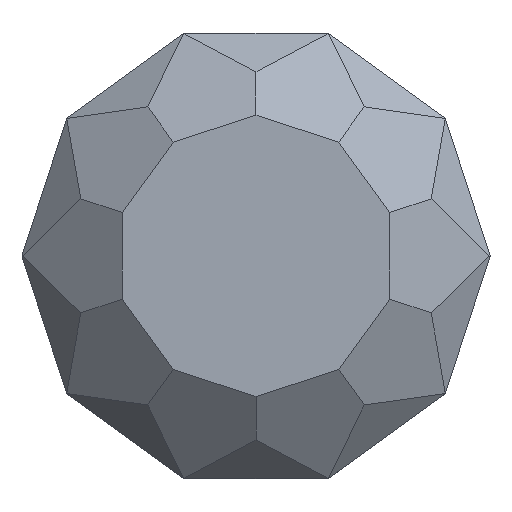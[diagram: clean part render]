
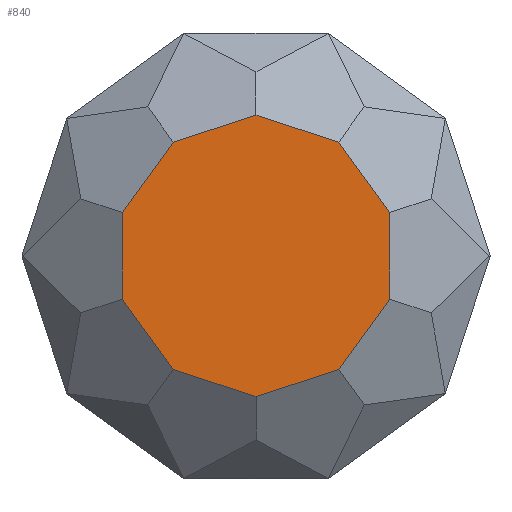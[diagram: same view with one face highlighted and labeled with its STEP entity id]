
A CAD part, top view. The second image highlights one B-rep face of the part: STEP entity #840.
In plain terms, the highlighted free-form (B-spline) face has degree [1, 1] with [2, 2] control points.
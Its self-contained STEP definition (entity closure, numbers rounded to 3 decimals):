
#24 = VERTEX_POINT('',#25);
#25 = CARTESIAN_POINT('',(0.659,0.907,0.71)
  );
#45 = VERTEX_POINT('',#46);
#46 = CARTESIAN_POINT('',(0.,1.121,
    0.71));
#51 = EDGE_CURVE('',#24,#45,#52,.T.);
#52 = B_SPLINE_CURVE_WITH_KNOTS('',1,(#53,#54),.UNSPECIFIED.,.F.,.F.,(2,
    2),(0.483,1.263),.PIECEWISE_BEZIER_KNOTS.);
#53 = CARTESIAN_POINT('',(0.659,0.907,0.71)
  );
#54 = CARTESIAN_POINT('',(0.,1.121,
    0.71));
#622 = VERTEX_POINT('',#623);
#623 = CARTESIAN_POINT('',(1.066,-0.346,0.71)
  );
#628 = EDGE_CURVE('',#629,#622,#631,.T.);
#629 = VERTEX_POINT('',#630);
#630 = CARTESIAN_POINT('',(0.659,-0.907,0.71
    ));
#631 = B_SPLINE_CURVE_WITH_KNOTS('',1,(#632,#633),.UNSPECIFIED.,.F.,.F.,
  (2,2),(0.483,1.263),.PIECEWISE_BEZIER_KNOTS.);
#632 = CARTESIAN_POINT('',(0.659,-0.907,0.71
    ));
#633 = CARTESIAN_POINT('',(1.066,-0.346,0.71)
  );
#651 = EDGE_CURVE('',#652,#629,#654,.T.);
#652 = VERTEX_POINT('',#653);
#653 = CARTESIAN_POINT('',(0.,-1.121,
    0.71));
#654 = B_SPLINE_CURVE_WITH_KNOTS('',1,(#655,#656),.UNSPECIFIED.,.F.,.F.,
  (2,2),(0.483,1.263),.PIECEWISE_BEZIER_KNOTS.);
#655 = CARTESIAN_POINT('',(0.,-1.121,
    0.71));
#656 = CARTESIAN_POINT('',(0.659,-0.907,0.71
    ));
#674 = EDGE_CURVE('',#675,#652,#677,.T.);
#675 = VERTEX_POINT('',#676);
#676 = CARTESIAN_POINT('',(-0.659,-0.907,
    0.71));
#677 = B_SPLINE_CURVE_WITH_KNOTS('',1,(#678,#679),.UNSPECIFIED.,.F.,.F.,
  (2,2),(0.483,1.263),.PIECEWISE_BEZIER_KNOTS.);
#678 = CARTESIAN_POINT('',(-0.659,-0.907,
    0.71));
#679 = CARTESIAN_POINT('',(0.,-1.121,
    0.71));
#697 = EDGE_CURVE('',#698,#675,#700,.T.);
#698 = VERTEX_POINT('',#699);
#699 = CARTESIAN_POINT('',(-1.066,-0.346,0.71
    ));
#700 = B_SPLINE_CURVE_WITH_KNOTS('',1,(#701,#702),.UNSPECIFIED.,.F.,.F.,
  (2,2),(0.483,1.263),.PIECEWISE_BEZIER_KNOTS.);
#701 = CARTESIAN_POINT('',(-1.066,-0.346,0.71
    ));
#702 = CARTESIAN_POINT('',(-0.659,-0.907,
    0.71));
#720 = EDGE_CURVE('',#721,#698,#723,.T.);
#721 = VERTEX_POINT('',#722);
#722 = CARTESIAN_POINT('',(-1.066,0.346,0.71)
  );
#723 = B_SPLINE_CURVE_WITH_KNOTS('',1,(#724,#725),.UNSPECIFIED.,.F.,.F.,
  (2,2),(0.483,1.263),.PIECEWISE_BEZIER_KNOTS.);
#724 = CARTESIAN_POINT('',(-1.066,0.346,0.71)
  );
#725 = CARTESIAN_POINT('',(-1.066,-0.346,0.71
    ));
#764 = VERTEX_POINT('',#765);
#765 = CARTESIAN_POINT('',(1.066,0.346,0.71)
  );
#770 = EDGE_CURVE('',#622,#764,#771,.T.);
#771 = B_SPLINE_CURVE_WITH_KNOTS('',1,(#772,#773),.UNSPECIFIED.,.F.,.F.,
  (2,2),(0.483,1.263),.PIECEWISE_BEZIER_KNOTS.);
#772 = CARTESIAN_POINT('',(1.066,-0.346,0.71)
  );
#773 = CARTESIAN_POINT('',(1.066,0.346,0.71)
  );
#787 = EDGE_CURVE('',#788,#721,#790,.T.);
#788 = VERTEX_POINT('',#789);
#789 = CARTESIAN_POINT('',(-0.659,0.907,0.71
    ));
#790 = B_SPLINE_CURVE_WITH_KNOTS('',1,(#791,#792),.UNSPECIFIED.,.F.,.F.,
  (2,2),(0.483,1.263),.PIECEWISE_BEZIER_KNOTS.);
#791 = CARTESIAN_POINT('',(-0.659,0.907,0.71
    ));
#792 = CARTESIAN_POINT('',(-1.066,0.346,0.71)
  );
#840 = ADVANCED_FACE('',(#841),#861,.T.);
#841 = FACE_BOUND('',#842,.T.);
#842 = EDGE_LOOP('',(#843,#848,#849,#854,#855,#856,#857,#858,#859,#860)
  );
#843 = ORIENTED_EDGE('',*,*,#844,.T.);
#844 = EDGE_CURVE('',#764,#24,#845,.T.);
#845 = B_SPLINE_CURVE_WITH_KNOTS('',1,(#846,#847),.UNSPECIFIED.,.F.,.F.,
  (2,2),(0.483,1.263),.PIECEWISE_BEZIER_KNOTS.);
#846 = CARTESIAN_POINT('',(1.066,0.346,0.71)
  );
#847 = CARTESIAN_POINT('',(0.659,0.907,0.71)
  );
#848 = ORIENTED_EDGE('',*,*,#51,.T.);
#849 = ORIENTED_EDGE('',*,*,#850,.T.);
#850 = EDGE_CURVE('',#45,#788,#851,.T.);
#851 = B_SPLINE_CURVE_WITH_KNOTS('',1,(#852,#853),.UNSPECIFIED.,.F.,.F.,
  (2,2),(0.483,1.263),.PIECEWISE_BEZIER_KNOTS.);
#852 = CARTESIAN_POINT('',(0.,1.121,
    0.71));
#853 = CARTESIAN_POINT('',(-0.659,0.907,0.71
    ));
#854 = ORIENTED_EDGE('',*,*,#787,.T.);
#855 = ORIENTED_EDGE('',*,*,#720,.T.);
#856 = ORIENTED_EDGE('',*,*,#697,.T.);
#857 = ORIENTED_EDGE('',*,*,#674,.T.);
#858 = ORIENTED_EDGE('',*,*,#651,.T.);
#859 = ORIENTED_EDGE('',*,*,#628,.T.);
#860 = ORIENTED_EDGE('',*,*,#770,.T.);
#861 = B_SPLINE_SURFACE_WITH_KNOTS('',1,1,(
    (#862,#863)
    ,(#864,#865
    )),.UNSPECIFIED.,.F.,.F.,.F.,(2,2),(2,2),(-1.202,
    1.202),(-1.263,1.263),
  .PIECEWISE_BEZIER_KNOTS.);
#862 = CARTESIAN_POINT('',(-1.066,-1.121,0.71
    ));
#863 = CARTESIAN_POINT('',(-1.066,1.121,0.71)
  );
#864 = CARTESIAN_POINT('',(1.066,-1.121,0.71)
  );
#865 = CARTESIAN_POINT('',(1.066,1.121,0.71)
  );
